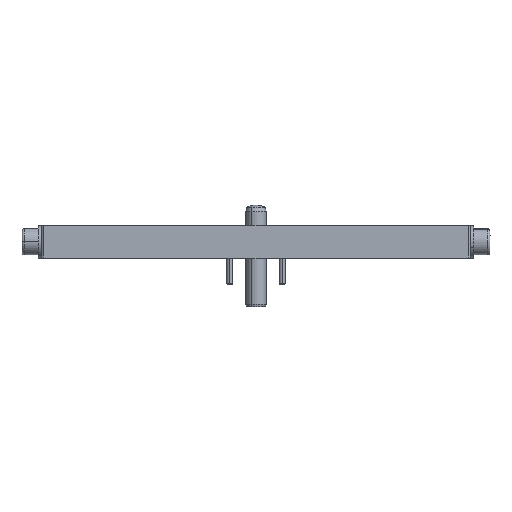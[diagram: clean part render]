
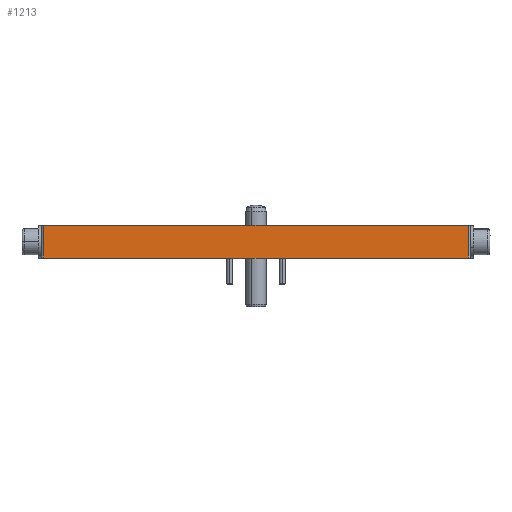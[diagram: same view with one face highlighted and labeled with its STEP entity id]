
A CAD part, front view. The second image highlights one B-rep face of the part: STEP entity #1213.
In plain terms, the highlighted planar face has unit normal (0, -1, 0).
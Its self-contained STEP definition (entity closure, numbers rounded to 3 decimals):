
#203 = VERTEX_POINT ( 'NONE', #951 ) ;
#340 = VERTEX_POINT ( 'NONE', #1794 ) ;
#373 = EDGE_LOOP ( 'NONE', ( #1715, #2003, #5279, #2940 ) ) ;
#493 = PLANE ( 'NONE',  #1268 ) ;
#494 = DIRECTION ( 'NONE',  ( 0., 0., -1. ) ) ;
#636 = CARTESIAN_POINT ( 'NONE',  ( 104.4, -73., 0. ) ) ;
#647 = LINE ( 'NONE', #2448, #5351 ) ;
#726 = EDGE_CURVE ( 'NONE', #203, #808, #3957, .T. ) ;
#808 = VERTEX_POINT ( 'NONE', #636 ) ;
#951 = CARTESIAN_POINT ( 'NONE',  ( 104.4, -73., 16. ) ) ;
#967 = EDGE_CURVE ( 'NONE', #340, #808, #647, .T. ) ;
#1211 = CARTESIAN_POINT ( 'NONE',  ( -104.4, -73., 16. ) ) ;
#1213 = ADVANCED_FACE ( 'NONE', ( #4010 ), #493, .F. ) ;
#1268 = AXIS2_PLACEMENT_3D ( 'NONE', #4238, #1372, #5736 ) ;
#1331 = CARTESIAN_POINT ( 'NONE',  ( -104.4, -73., 16. ) ) ;
#1372 = DIRECTION ( 'NONE',  ( 0., 1., 0. ) ) ;
#1636 = VECTOR ( 'NONE', #494, 1000. ) ;
#1715 = ORIENTED_EDGE ( 'NONE', *, *, #967, .T. ) ;
#1794 = CARTESIAN_POINT ( 'NONE',  ( -104.4, -73., 0. ) ) ;
#1820 = CARTESIAN_POINT ( 'NONE',  ( 104.4, -73., 16. ) ) ;
#1919 = EDGE_CURVE ( 'NONE', #2144, #203, #4628, .T. ) ;
#2003 = ORIENTED_EDGE ( 'NONE', *, *, #726, .F. ) ;
#2091 = EDGE_CURVE ( 'NONE', #2144, #340, #3588, .T. ) ;
#2144 = VERTEX_POINT ( 'NONE', #1331 ) ;
#2448 = CARTESIAN_POINT ( 'NONE',  ( 104.4, -73., 0. ) ) ;
#2573 = DIRECTION ( 'NONE',  ( 1., 0., 0. ) ) ;
#2875 = VECTOR ( 'NONE', #4255, 1000. ) ;
#2940 = ORIENTED_EDGE ( 'NONE', *, *, #2091, .T. ) ;
#3465 = DIRECTION ( 'NONE',  ( 1., 0., 0. ) ) ;
#3588 = LINE ( 'NONE', #1211, #2875 ) ;
#3957 = LINE ( 'NONE', #1820, #1636 ) ;
#4010 = FACE_OUTER_BOUND ( 'NONE', #373, .T. ) ;
#4238 = CARTESIAN_POINT ( 'NONE',  ( 104.4, -73., 16. ) ) ;
#4255 = DIRECTION ( 'NONE',  ( 0., 0., -1. ) ) ;
#4276 = CARTESIAN_POINT ( 'NONE',  ( 104.4, -73., 16. ) ) ;
#4628 = LINE ( 'NONE', #4276, #4922 ) ;
#4922 = VECTOR ( 'NONE', #3465, 1000. ) ;
#5279 = ORIENTED_EDGE ( 'NONE', *, *, #1919, .F. ) ;
#5351 = VECTOR ( 'NONE', #2573, 1000. ) ;
#5736 = DIRECTION ( 'NONE',  ( 0., 0., 1. ) ) ;
